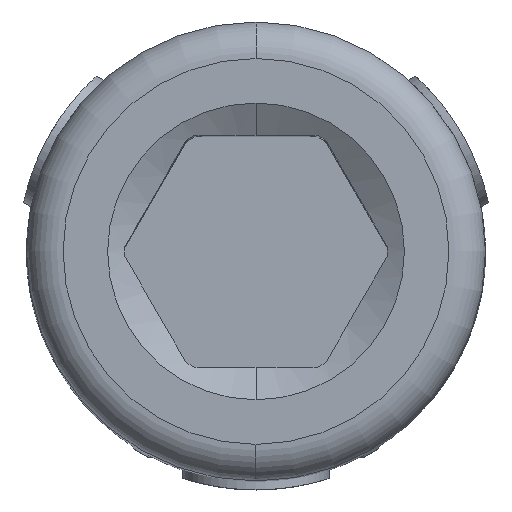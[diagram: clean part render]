
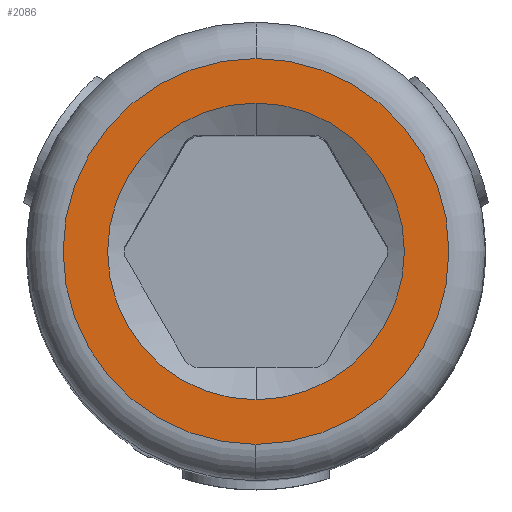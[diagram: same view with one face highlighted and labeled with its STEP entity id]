
A CAD part, top view. The second image highlights one B-rep face of the part: STEP entity #2086.
In plain terms, the highlighted planar face has unit normal (0, 0, 1).
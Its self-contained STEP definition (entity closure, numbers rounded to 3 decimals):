
#791=CARTESIAN_POINT('',(0.,0.,52.));
#792=DIRECTION('',(0.,0.,-1.));
#793=DIRECTION('',(0.,1.,0.));
#794=AXIS2_PLACEMENT_3D('',#791,#792,#793);
#796=CARTESIAN_POINT('',(0.,0.,52.));
#797=DIRECTION('',(0.,0.,-1.));
#798=DIRECTION('',(0.,-1.,0.));
#799=AXIS2_PLACEMENT_3D('',#796,#797,#798);
#801=CARTESIAN_POINT('',(0.,0.,52.));
#802=DIRECTION('',(0.,0.,1.));
#803=DIRECTION('',(0.,-1.,0.));
#804=AXIS2_PLACEMENT_3D('',#801,#802,#803);
#806=CARTESIAN_POINT('',(0.,0.,52.));
#807=DIRECTION('',(0.,0.,1.));
#808=DIRECTION('',(0.,1.,0.));
#809=AXIS2_PLACEMENT_3D('',#806,#807,#808);
#1129=CARTESIAN_POINT('',(0.,4.06,52.));
#1130=CARTESIAN_POINT('',(0.,-4.06,52.));
#1131=VERTEX_POINT('',#1129);
#1132=VERTEX_POINT('',#1130);
#1258=CARTESIAN_POINT('',(0.,-5.28,52.));
#1259=CARTESIAN_POINT('',(0.,5.28,52.));
#1260=VERTEX_POINT('',#1258);
#1261=VERTEX_POINT('',#1259);
#2071=CARTESIAN_POINT('',(0.,0.,52.));
#2072=DIRECTION('',(0.,0.,1.));
#2073=DIRECTION('',(0.,1.,0.));
#2074=AXIS2_PLACEMENT_3D('',#2071,#2072,#2073);
#2075=PLANE('',#2074);
#2077=ORIENTED_EDGE('',*,*,#2076,.F.);
#2079=ORIENTED_EDGE('',*,*,#2078,.F.);
#2080=EDGE_LOOP('',(#2077,#2079));
#2081=FACE_OUTER_BOUND('',#2080,.F.);
#2082=ORIENTED_EDGE('',*,*,#1814,.F.);
#2083=ORIENTED_EDGE('',*,*,#1969,.F.);
#2084=EDGE_LOOP('',(#2082,#2083));
#2085=FACE_BOUND('',#2084,.F.);
#2086=ADVANCED_FACE('',(#2081,#2085),#2075,.T.);
#795=CIRCLE('',#794,4.06);
#800=CIRCLE('',#799,4.06);
#805=CIRCLE('',#804,5.28);
#810=CIRCLE('',#809,5.28);
#1814=EDGE_CURVE('',#1131,#1132,#795,.T.);
#1969=EDGE_CURVE('',#1132,#1131,#800,.T.);
#2076=EDGE_CURVE('',#1260,#1261,#805,.T.);
#2078=EDGE_CURVE('',#1261,#1260,#810,.T.);
